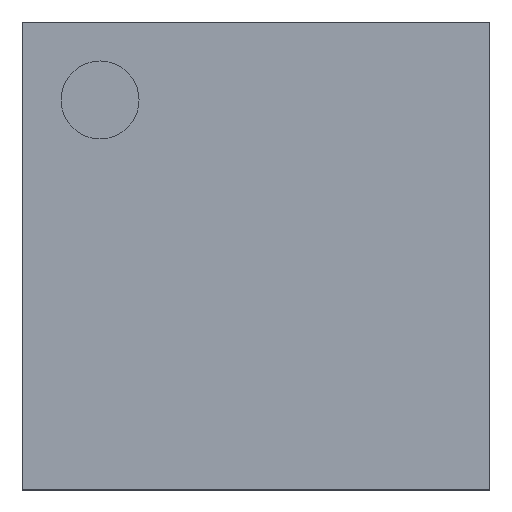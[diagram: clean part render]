
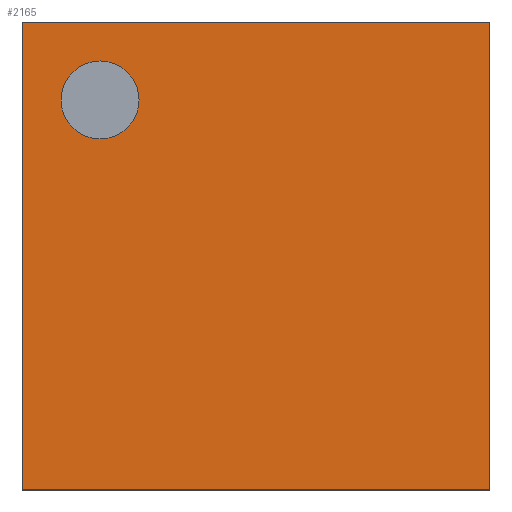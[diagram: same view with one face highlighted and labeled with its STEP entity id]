
A CAD part, top view. The second image highlights one B-rep face of the part: STEP entity #2165.
In plain terms, the highlighted planar face has unit normal (0, 0, 1).
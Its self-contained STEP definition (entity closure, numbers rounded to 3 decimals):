
#16=FACE_BOUND($,#314,.T.);
#18=CIRCLE($,#2347,0.25);
#172=FACE_OUTER_BOUND($,#313,.T.);
#313=EDGE_LOOP($,(#1846,#1847,#1848,#1849));
#314=EDGE_LOOP($,(#1850));
#569=LINE($,#3463,#845);
#572=LINE($,#3469,#848);
#575=LINE($,#3475,#851);
#578=LINE($,#3479,#854);
#845=VECTOR($,#2861,3.);
#848=VECTOR($,#2866,3.);
#851=VECTOR($,#2871,3.);
#854=VECTOR($,#2876,3.);
#1040=VERTEX_POINT($,#3453);
#1043=VERTEX_POINT($,#3460);
#1044=VERTEX_POINT($,#3462);
#1046=VERTEX_POINT($,#3468);
#1048=VERTEX_POINT($,#3474);
#1306=EDGE_CURVE($,#1040,#1040,#18,.T.);
#1309=EDGE_CURVE($,#1044,#1043,#569,.T.);
#1312=EDGE_CURVE($,#1046,#1044,#572,.T.);
#1315=EDGE_CURVE($,#1048,#1046,#575,.T.);
#1318=EDGE_CURVE($,#1043,#1048,#578,.T.);
#1846=ORIENTED_EDGE($,*,*,#1318,.T.);
#1847=ORIENTED_EDGE($,*,*,#1315,.T.);
#1848=ORIENTED_EDGE($,*,*,#1312,.T.);
#1849=ORIENTED_EDGE($,*,*,#1309,.T.);
#1850=ORIENTED_EDGE($,*,*,#1306,.T.);
#2025=PLANE($,#2354);
#2165=ADVANCED_FACE($,(#172,#16),#2025,.T.);
#2347=AXIS2_PLACEMENT_3D($,#3454,#2853,#2854);
#2354=AXIS2_PLACEMENT_3D($,#3481,#2879,#2880);
#2853=DIRECTION('center_axis',(0.,0.,-1.));
#2854=DIRECTION('ref_axis',(-1.,0.,0.));
#2861=DIRECTION($,(0.,1.,0.));
#2866=DIRECTION($,(1.,0.,0.));
#2871=DIRECTION($,(0.,-1.,0.));
#2876=DIRECTION($,(-1.,0.,0.));
#2879=DIRECTION('center_axis',(0.,0.,1.));
#2880=DIRECTION('ref_axis',(1.,0.,0.));
#3453=CARTESIAN_POINT('',(-0.75,1.,1.03));
#3454=CARTESIAN_POINT('Origin',(-1.,1.,1.03));
#3460=CARTESIAN_POINT('',(1.5,1.5,1.03));
#3462=CARTESIAN_POINT('',(1.5,-1.5,1.03));
#3463=CARTESIAN_POINT($,(1.5,1.5,1.03));
#3468=CARTESIAN_POINT('',(-1.5,-1.5,1.03));
#3469=CARTESIAN_POINT($,(1.5,-1.5,1.03));
#3474=CARTESIAN_POINT('',(-1.5,1.5,1.03));
#3475=CARTESIAN_POINT($,(-1.5,-1.5,1.03));
#3479=CARTESIAN_POINT($,(-1.5,1.5,1.03));
#3481=CARTESIAN_POINT('Origin',(0.,0.,1.03));
